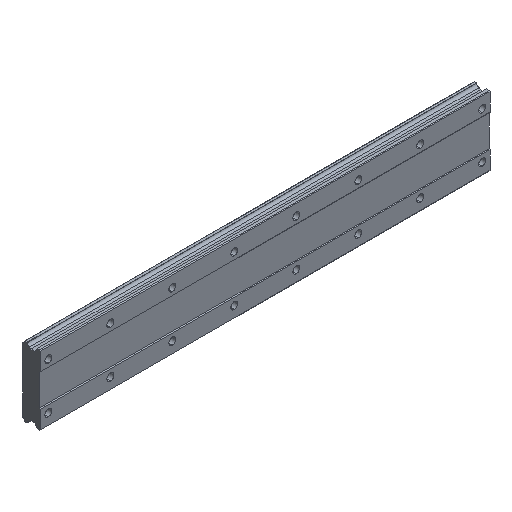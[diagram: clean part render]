
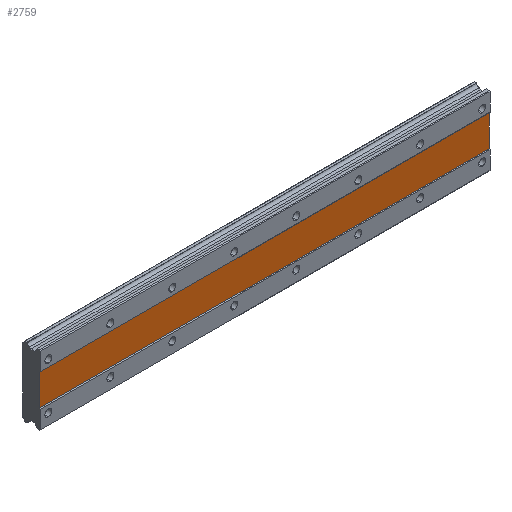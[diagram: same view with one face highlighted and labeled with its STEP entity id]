
A CAD part, isometric view. The second image highlights one B-rep face of the part: STEP entity #2759.
In plain terms, the highlighted planar face has unit normal (0, -1, 0).
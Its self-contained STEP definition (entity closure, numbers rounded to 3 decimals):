
#212 = DIRECTION ( 'NONE',  ( 0., 0., 1. ) ) ;
#312 = LINE ( 'NONE', #1426, #1045 ) ;
#315 = CARTESIAN_POINT ( 'NONE',  ( 570., 1., 20. ) ) ;
#352 = DIRECTION ( 'NONE',  ( 0., 0., -1. ) ) ;
#430 = EDGE_CURVE ( 'NONE', #860, #3629, #2983, .T. ) ;
#788 = EDGE_LOOP ( 'NONE', ( #2365, #1853, #2722, #3276 ) ) ;
#860 = VERTEX_POINT ( 'NONE', #1039 ) ;
#873 = AXIS2_PLACEMENT_3D ( 'NONE', #3250, #3546, #2998 ) ;
#1019 = PLANE ( 'NONE',  #873 ) ;
#1036 = EDGE_CURVE ( 'NONE', #3629, #2581, #1193, .T. ) ;
#1039 = CARTESIAN_POINT ( 'NONE',  ( -10., 1., -20. ) ) ;
#1045 = VECTOR ( 'NONE', #352, 1000. ) ;
#1086 = EDGE_CURVE ( 'NONE', #2581, #2146, #312, .T. ) ;
#1193 = LINE ( 'NONE', #2557, #3497 ) ;
#1223 = VECTOR ( 'NONE', #3292, 1000. ) ;
#1245 = CARTESIAN_POINT ( 'NONE',  ( -10., 1., 20. ) ) ;
#1308 = CARTESIAN_POINT ( 'NONE',  ( -10., 1., 20. ) ) ;
#1339 = LINE ( 'NONE', #1735, #1223 ) ;
#1426 = CARTESIAN_POINT ( 'NONE',  ( 570., 1., 20. ) ) ;
#1518 = VECTOR ( 'NONE', #212, 1000. ) ;
#1735 = CARTESIAN_POINT ( 'NONE',  ( 570., 1., -20. ) ) ;
#1853 = ORIENTED_EDGE ( 'NONE', *, *, #1086, .F. ) ;
#2054 = DIRECTION ( 'NONE',  ( 1., 0., 0. ) ) ;
#2146 = VERTEX_POINT ( 'NONE', #2570 ) ;
#2365 = ORIENTED_EDGE ( 'NONE', *, *, #2894, .F. ) ;
#2557 = CARTESIAN_POINT ( 'NONE',  ( 570., 1., 20. ) ) ;
#2570 = CARTESIAN_POINT ( 'NONE',  ( 570., 1., -20. ) ) ;
#2581 = VERTEX_POINT ( 'NONE', #315 ) ;
#2722 = ORIENTED_EDGE ( 'NONE', *, *, #1036, .F. ) ;
#2759 = ADVANCED_FACE ( 'NONE', ( #3527 ), #1019, .F. ) ;
#2894 = EDGE_CURVE ( 'NONE', #2146, #860, #1339, .T. ) ;
#2983 = LINE ( 'NONE', #1308, #1518 ) ;
#2998 = DIRECTION ( 'NONE',  ( 0., 0., 1. ) ) ;
#3250 = CARTESIAN_POINT ( 'NONE',  ( 570., 1., 20. ) ) ;
#3276 = ORIENTED_EDGE ( 'NONE', *, *, #430, .F. ) ;
#3292 = DIRECTION ( 'NONE',  ( -1., 0., 0. ) ) ;
#3497 = VECTOR ( 'NONE', #2054, 1000. ) ;
#3527 = FACE_OUTER_BOUND ( 'NONE', #788, .T. ) ;
#3546 = DIRECTION ( 'NONE',  ( 0., 1., 0. ) ) ;
#3629 = VERTEX_POINT ( 'NONE', #1245 ) ;
